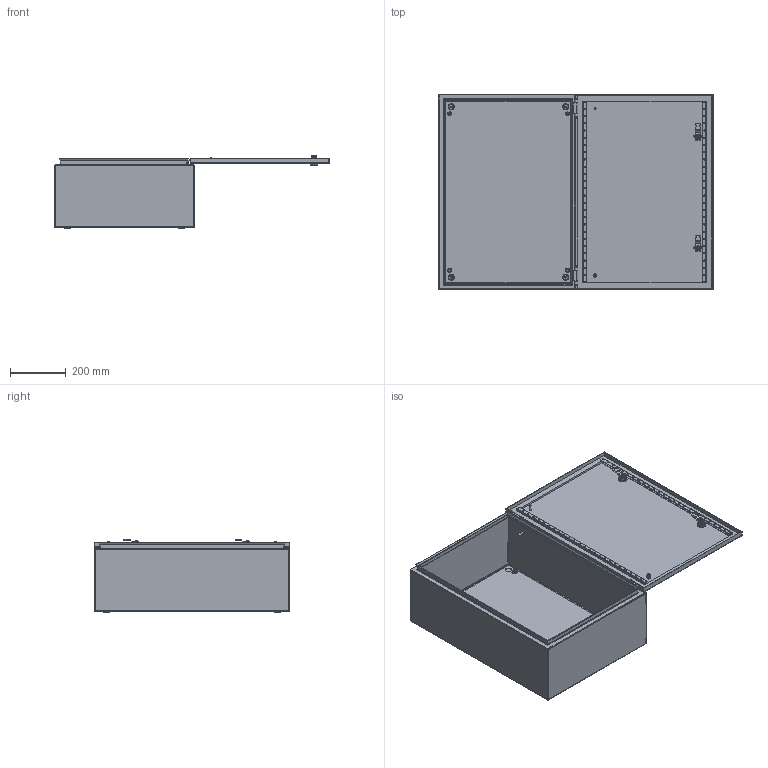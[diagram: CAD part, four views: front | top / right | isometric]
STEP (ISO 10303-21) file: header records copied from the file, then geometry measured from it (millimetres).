
FILE_DESCRIPTION(('STEP AP214'),'1');
FILE_NAME('.stp','2021-04-29T04:13:39',(' '),(' '),'Spatial InterOp 3D',' ',' ');
FILE_SCHEMA(('AUTOMOTIVE_DESIGN { 1 0 10303 214 1 1 1 1 }'));
Length unit declared in the file: metre
Products named in the file (13): Dveře 50x70 komplet; Dveře 50x70; Výztuha 70; Výztuha 702; Výztuha 703; Montážní komponenty dveře; Montážní komponenty dveře Geometry; Zámek jazýčkový; Těsnění P57; P 5725+mp - skříň kompletní; montážní komponenty skříň; P 5725 +mp - skříň; MP 57
Assembly tree (13 placements, depth 4):
  P 5725+mp - skříň kompletní
    Dveře 50x70 komplet
      Dveře 50x70
      Výztuha 70
        Výztuha 702
        Výztuha 703
      Montážní komponenty dveře
        Montážní komponenty dveře Geometry
        Zámek jazýčkový  x2
        Těsnění P57
    montážní komponenty skříň
    P 5725 +mp - skříň
    MP 57
Bounding box: 983 x 700 x 262.08 mm (x, y, z)
Volume: 3215447.5 mm3; surface area: 3587586.6 mm2
Topology: 50 solids, 50 shells, 1747 faces, 4540 edges, 2932 vertices
Faces by surface type: cylinder 910, plane 567, cone 120, torus 108, sphere 28, bspline 14
Entity records: 71878 total; most frequent: CARTESIAN_POINT 30703, DIRECTION 8721, ORIENTED_EDGE 8232, EDGE_CURVE 4116, AXIS2_PLACEMENT_3D 3421, VERTEX_POINT 2673, LINE 1879, VECTOR 1879
